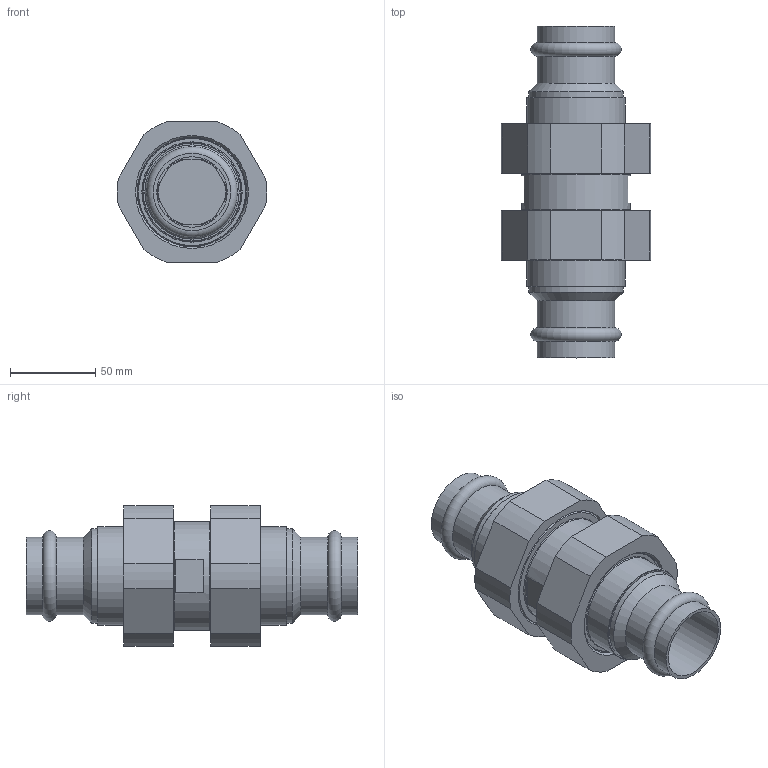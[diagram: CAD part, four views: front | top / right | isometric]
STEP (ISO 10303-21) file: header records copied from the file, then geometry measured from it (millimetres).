
FILE_DESCRIPTION(/* description */ (''),/* implementation_level */ '2;1');
FILE_NAME(/* name */ '304786A_Simplify_1.stp',/* time_stamp */ '2025-08-21T10:19:08-05:00',/* author */ ('ischreiner'),/* organization */ (''),/* preprocessor_version */ 'ST-DEVELOPER v20',/* originating_system */ 'Autodesk Inventor 2025',/* authorisation */ '');
FILE_SCHEMA (('AUTOMOTIVE_DESIGN { 1 0 10303 214 3 1 1 }'));
Length unit declared in the file: inch
Products named in the file (1): 304786A_Simplify_1
Bounding box: 87.99 x 195.16 x 82.8 mm (x, y, z)
Volume: 459560.5 mm3; surface area: 125852.1 mm2
Topology: 7 solids, 7 shells, 151 faces, 331 edges, 212 vertices
Faces by surface type: cylinder 61, plane 60, cone 22, torus 8
Full cylindrical faces by diameter (mm): 41.478 x2, 45.339 x2, 45.466 x8, 55.422 x2, 57.912 x2, 63.5 x2, 64 x1, 64.389 x2, 69.85 x2, 72 x2, 72.238 x2, 74.9 x2
Entity records: 4426 total; most frequent: DIRECTION 803, CARTESIAN_POINT 695, ORIENTED_EDGE 662, EDGE_CURVE 331, AXIS2_PLACEMENT_3D 320, VERTEX_POINT 212, EDGE_LOOP 181, CIRCLE 168
